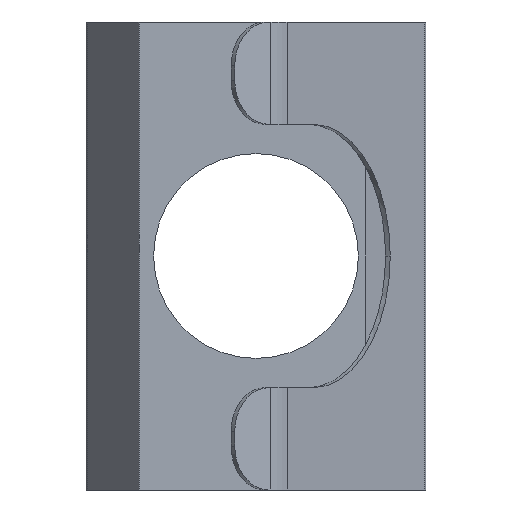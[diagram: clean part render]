
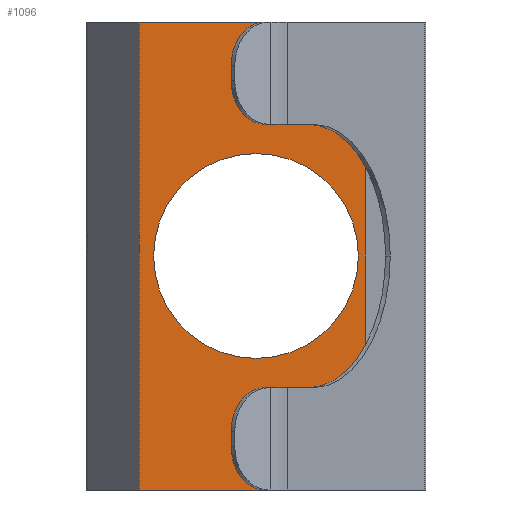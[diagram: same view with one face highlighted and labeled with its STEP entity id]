
A CAD part, front view. The second image highlights one B-rep face of the part: STEP entity #1096.
In plain terms, the highlighted planar face has unit normal (0, -1, 0).
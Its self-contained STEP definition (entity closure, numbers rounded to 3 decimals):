
#17 = CARTESIAN_POINT ( 'NONE',  ( -4., -2.15, 8. ) ) ;
#55 = VERTEX_POINT ( 'NONE', #947 ) ;
#71 = ORIENTED_EDGE ( 'NONE', *, *, #160, .F. ) ;
#77 = AXIS2_PLACEMENT_3D ( 'NONE', #1369, #899, #355 ) ;
#105 = ORIENTED_EDGE ( 'NONE', *, *, #1359, .T. ) ;
#137 = DIRECTION ( 'NONE',  ( 0., 1., 0. ) ) ;
#148 = CARTESIAN_POINT ( 'NONE',  ( 3.754, -2.15, -15.486 ) ) ;
#160 = EDGE_CURVE ( 'NONE', #416, #1123, #948, .T. ) ;
#178 = LINE ( 'NONE', #1198, #965 ) ;
#229 = VERTEX_POINT ( 'NONE', #676 ) ;
#230 = DIRECTION ( 'NONE',  ( 0., 1., 0. ) ) ;
#290 = LINE ( 'NONE', #295, #396 ) ;
#295 = CARTESIAN_POINT ( 'NONE',  ( 4., -2.15, -8. ) ) ;
#310 = CARTESIAN_POINT ( 'NONE',  ( -4., -2.15, 8. ) ) ;
#315 = AXIS2_PLACEMENT_3D ( 'NONE', #1232, #137, #779 ) ;
#355 = DIRECTION ( 'NONE',  ( -1., 0., 0. ) ) ;
#391 = VECTOR ( 'NONE', #985, 1000. ) ;
#396 = VECTOR ( 'NONE', #959, 1000. ) ;
#416 = VERTEX_POINT ( 'NONE', #1441 ) ;
#450 = EDGE_CURVE ( 'NONE', #1403, #229, #178, .T. ) ;
#456 = EDGE_CURVE ( 'NONE', #416, #229, #505, .T. ) ;
#461 = ORIENTED_EDGE ( 'NONE', *, *, #1079, .T. ) ;
#479 = DIRECTION ( 'NONE',  ( -1., 0., 0. ) ) ;
#497 = CARTESIAN_POINT ( 'NONE',  ( 3.754, -2.15, 8. ) ) ;
#500 = EDGE_CURVE ( 'NONE', #55, #1365, #611, .T. ) ;
#505 = LINE ( 'NONE', #148, #391 ) ;
#586 = CARTESIAN_POINT ( 'NONE',  ( 3.754, -2.15, -15.486 ) ) ;
#589 = EDGE_LOOP ( 'NONE', ( #1307, #1173 ) ) ;
#591 = LINE ( 'NONE', #17, #1098 ) ;
#600 = VECTOR ( 'NONE', #1057, 1000. ) ;
#611 = CIRCLE ( 'NONE', #927, 3.5 ) ;
#676 = CARTESIAN_POINT ( 'NONE',  ( 3.754, -2.15, 8. ) ) ;
#721 = DIRECTION ( 'NONE',  ( 0., 0., 1. ) ) ;
#749 = DIRECTION ( 'NONE',  ( 1., 0., 0. ) ) ;
#778 = VECTOR ( 'NONE', #721, 1000. ) ;
#779 = DIRECTION ( 'NONE',  ( 0., 0., 1. ) ) ;
#843 = ORIENTED_EDGE ( 'NONE', *, *, #456, .T. ) ;
#878 = CARTESIAN_POINT ( 'NONE',  ( 3.754, -2.15, -8. ) ) ;
#899 = DIRECTION ( 'NONE',  ( 0., 1., 0. ) ) ;
#927 = AXIS2_PLACEMENT_3D ( 'NONE', #1095, #230, #479 ) ;
#947 = CARTESIAN_POINT ( 'NONE',  ( -3.5, -2.15, 0. ) ) ;
#948 = LINE ( 'NONE', #497, #600 ) ;
#953 = CARTESIAN_POINT ( 'NONE',  ( 3.5, -2.15, 0. ) ) ;
#959 = DIRECTION ( 'NONE',  ( 1., 0., 0. ) ) ;
#965 = VECTOR ( 'NONE', #749, 1000. ) ;
#970 = EDGE_LOOP ( 'NONE', ( #105, #1362, #71, #843, #1400, #461 ) ) ;
#985 = DIRECTION ( 'NONE',  ( 0., 0., 1. ) ) ;
#999 = EDGE_CURVE ( 'NONE', #1365, #55, #1151, .T. ) ;
#1037 = FACE_BOUND ( 'NONE', #589, .T. ) ;
#1057 = DIRECTION ( 'NONE',  ( 0., 0., -1. ) ) ;
#1079 = EDGE_CURVE ( 'NONE', #1403, #1216, #591, .T. ) ;
#1095 = CARTESIAN_POINT ( 'NONE',  ( 0., -2.15, 0. ) ) ;
#1096 = ADVANCED_FACE ( 'NONE', ( #1037, #1135 ), #1287, .F. ) ;
#1098 = VECTOR ( 'NONE', #1256, 1000. ) ;
#1123 = VERTEX_POINT ( 'NONE', #1360 ) ;
#1135 = FACE_OUTER_BOUND ( 'NONE', #970, .T. ) ;
#1137 = VERTEX_POINT ( 'NONE', #878 ) ;
#1151 = CIRCLE ( 'NONE', #77, 3.5 ) ;
#1173 = ORIENTED_EDGE ( 'NONE', *, *, #999, .T. ) ;
#1198 = CARTESIAN_POINT ( 'NONE',  ( 4., -2.15, 8. ) ) ;
#1216 = VERTEX_POINT ( 'NONE', #1373 ) ;
#1232 = CARTESIAN_POINT ( 'NONE',  ( 4., -2.15, 8. ) ) ;
#1256 = DIRECTION ( 'NONE',  ( 0., 0., -1. ) ) ;
#1271 = LINE ( 'NONE', #586, #778 ) ;
#1287 = PLANE ( 'NONE',  #315 ) ;
#1306 = EDGE_CURVE ( 'NONE', #1137, #1123, #1271, .T. ) ;
#1307 = ORIENTED_EDGE ( 'NONE', *, *, #500, .T. ) ;
#1359 = EDGE_CURVE ( 'NONE', #1216, #1137, #290, .T. ) ;
#1360 = CARTESIAN_POINT ( 'NONE',  ( 3.754, -2.15, -3.013 ) ) ;
#1362 = ORIENTED_EDGE ( 'NONE', *, *, #1306, .T. ) ;
#1365 = VERTEX_POINT ( 'NONE', #953 ) ;
#1369 = CARTESIAN_POINT ( 'NONE',  ( 0., -2.15, 0. ) ) ;
#1373 = CARTESIAN_POINT ( 'NONE',  ( -4., -2.15, -8. ) ) ;
#1400 = ORIENTED_EDGE ( 'NONE', *, *, #450, .F. ) ;
#1403 = VERTEX_POINT ( 'NONE', #310 ) ;
#1441 = CARTESIAN_POINT ( 'NONE',  ( 3.754, -2.15, 3.013 ) ) ;
